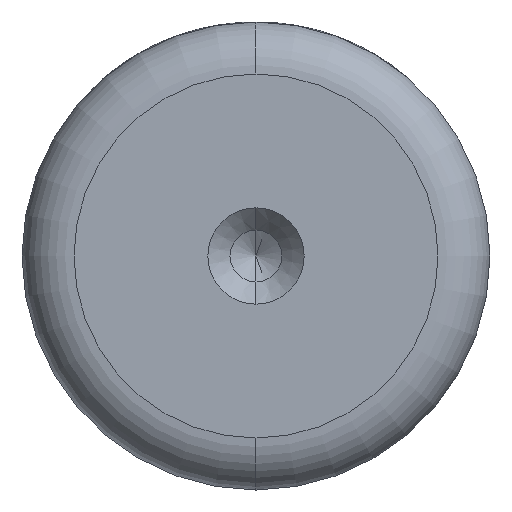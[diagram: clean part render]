
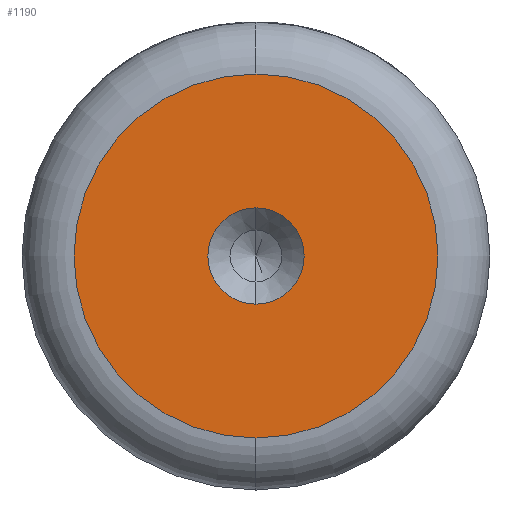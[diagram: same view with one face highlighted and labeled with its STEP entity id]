
A CAD part, left-side view. The second image highlights one B-rep face of the part: STEP entity #1190.
In plain terms, the highlighted planar face has unit normal (-1, 0, 0).
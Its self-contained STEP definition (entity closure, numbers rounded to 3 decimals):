
#14 = CARTESIAN_POINT ( 'NONE',  ( 0., 0., 0. ) ) ;
#31 = DIRECTION ( 'NONE',  ( -1., 0., 0. ) ) ;
#57 = DIRECTION ( 'NONE',  ( 0., 0., 1. ) ) ;
#81 = CARTESIAN_POINT ( 'NONE',  ( 0., 0., -7. ) ) ;
#126 = DIRECTION ( 'NONE',  ( 0., 0., 1. ) ) ;
#275 = AXIS2_PLACEMENT_3D ( 'NONE', #926, #292, #1025 ) ;
#284 = AXIS2_PLACEMENT_3D ( 'NONE', #597, #1010, #707 ) ;
#292 = DIRECTION ( 'NONE',  ( -1., 0., 0. ) ) ;
#301 = AXIS2_PLACEMENT_3D ( 'NONE', #1321, #722, #57 ) ;
#342 = ORIENTED_EDGE ( 'NONE', *, *, #1082, .T. ) ;
#362 = ORIENTED_EDGE ( 'NONE', *, *, #1164, .F. ) ;
#370 = CIRCLE ( 'NONE', #426, 7. ) ;
#390 = AXIS2_PLACEMENT_3D ( 'NONE', #696, #31, #803 ) ;
#426 = AXIS2_PLACEMENT_3D ( 'NONE', #14, #784, #126 ) ;
#597 = CARTESIAN_POINT ( 'NONE',  ( 0., 0., 0. ) ) ;
#696 = CARTESIAN_POINT ( 'NONE',  ( 0., 0., 0. ) ) ;
#707 = DIRECTION ( 'NONE',  ( 0., 0., 1. ) ) ;
#722 = DIRECTION ( 'NONE',  ( -1., 0., 0. ) ) ;
#739 = CIRCLE ( 'NONE', #301, 1.85 ) ;
#765 = VERTEX_POINT ( 'NONE', #81 ) ;
#770 = VERTEX_POINT ( 'NONE', #1156 ) ;
#784 = DIRECTION ( 'NONE',  ( -1., 0., 0. ) ) ;
#799 = CARTESIAN_POINT ( 'NONE',  ( 0., 0., 7. ) ) ;
#803 = DIRECTION ( 'NONE',  ( 0., 0., 1. ) ) ;
#813 = EDGE_LOOP ( 'NONE', ( #342, #1186 ) ) ;
#848 = EDGE_LOOP ( 'NONE', ( #976, #362 ) ) ;
#864 = VERTEX_POINT ( 'NONE', #799 ) ;
#926 = CARTESIAN_POINT ( 'NONE',  ( 0., 0., 0. ) ) ;
#976 = ORIENTED_EDGE ( 'NONE', *, *, #1250, .F. ) ;
#1007 = FACE_BOUND ( 'NONE', #848, .T. ) ;
#1010 = DIRECTION ( 'NONE',  ( -1., 0., 0. ) ) ;
#1025 = DIRECTION ( 'NONE',  ( 0., 0., 1. ) ) ;
#1066 = FACE_OUTER_BOUND ( 'NONE', #813, .T. ) ;
#1082 = EDGE_CURVE ( 'NONE', #864, #765, #370, .T. ) ;
#1134 = CARTESIAN_POINT ( 'NONE',  ( 0., 0., 1.85 ) ) ;
#1156 = CARTESIAN_POINT ( 'NONE',  ( 0., 0., -1.85 ) ) ;
#1164 = EDGE_CURVE ( 'NONE', #770, #1259, #1340, .T. ) ;
#1186 = ORIENTED_EDGE ( 'NONE', *, *, #1253, .T. ) ;
#1190 = ADVANCED_FACE ( 'NONE', ( #1007, #1066 ), #1214, .T. ) ;
#1214 = PLANE ( 'NONE',  #284 ) ;
#1245 = CIRCLE ( 'NONE', #275, 7. ) ;
#1250 = EDGE_CURVE ( 'NONE', #1259, #770, #739, .T. ) ;
#1253 = EDGE_CURVE ( 'NONE', #765, #864, #1245, .T. ) ;
#1259 = VERTEX_POINT ( 'NONE', #1134 ) ;
#1321 = CARTESIAN_POINT ( 'NONE',  ( 0., 0., 0. ) ) ;
#1340 = CIRCLE ( 'NONE', #390, 1.85 ) ;
